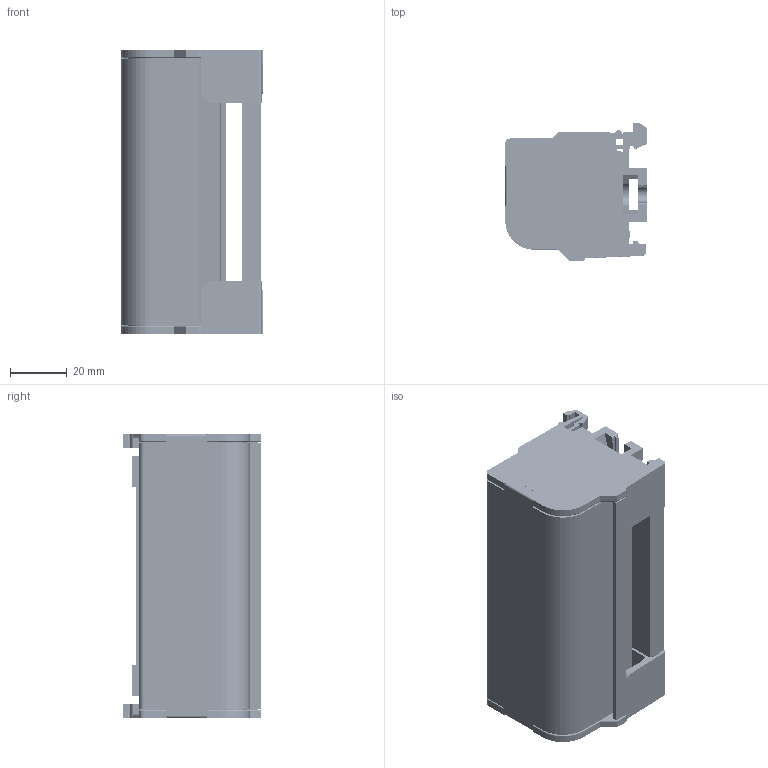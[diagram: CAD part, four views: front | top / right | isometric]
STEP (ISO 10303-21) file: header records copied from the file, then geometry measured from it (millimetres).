
FILE_DESCRIPTION(/* description */ (''),/* implementation_level */ '2;1');
FILE_NAME(/* name */ 'x_stp.stp',/* time_stamp */ '2021-12-02T12:37:18+08:00',/* author */ (''),/* organization */ (''),/* preprocessor_version */ 'ST-DEVELOPER v16',/* originating_system */ 'SIEMENS PLM Software NX 10.0',/* authorisation */ '');
FILE_SCHEMA (('AUTOMOTIVE_DESIGN { 1 0 10303 214 3 1 1 1 }'));
Products named in the file (1): Admi2FB02F8Dgxt2
Bounding box: 49.8 x 48.7 x 99.8 mm (x, y, z)
Volume: 51789.2 mm3; surface area: 66073.2 mm2
Topology: 30 solids, 30 shells, 1751 faces, 4706 edges, 3027 vertices
Faces by surface type: plane 947, cylinder 406, bspline 206, cone 88, torus 78, sphere 26
Full cylindrical faces by diameter (mm): 5.2 x4, 5.4 x14, 6.8 x22, 7.4 x4, 8.4 x4
Entity records: 200149 total; most frequent: CARTESIAN_POINT 159356, ORIENTED_EDGE 8998, DIRECTION 7179, EDGE_CURVE 4499, VERTEX_POINT 2960, LINE 2473, VECTOR 2473, AXIS2_PLACEMENT_3D 2353
